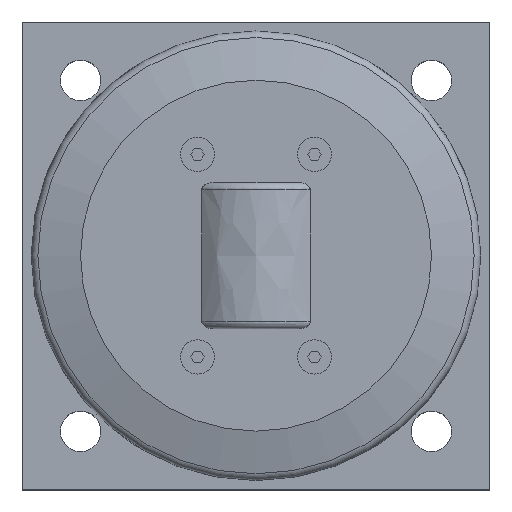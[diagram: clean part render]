
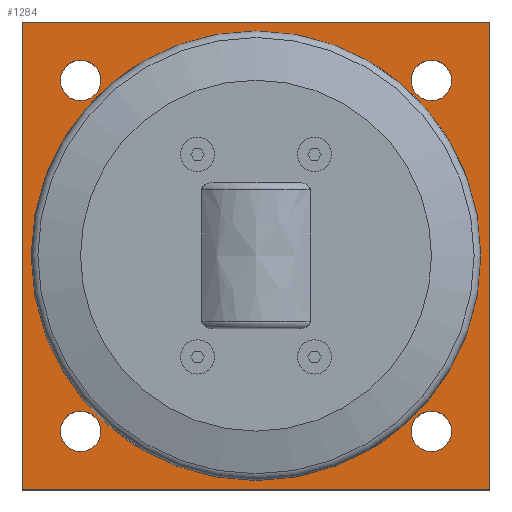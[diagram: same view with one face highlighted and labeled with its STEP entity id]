
A CAD part, top view. The second image highlights one B-rep face of the part: STEP entity #1284.
In plain terms, the highlighted planar face has unit normal (0, 0, 1).
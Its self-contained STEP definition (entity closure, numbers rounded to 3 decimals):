
#43=FACE_BOUND('',#267,.T.);
#44=FACE_BOUND('',#268,.T.);
#45=FACE_BOUND('',#269,.T.);
#46=FACE_BOUND('',#270,.T.);
#47=FACE_BOUND('',#271,.T.);
#79=CIRCLE('',#1398,6.918);
#80=CIRCLE('',#1399,6.918);
#82=CIRCLE('',#1402,6.918);
#83=CIRCLE('',#1403,6.918);
#85=CIRCLE('',#1406,6.918);
#86=CIRCLE('',#1407,6.918);
#88=CIRCLE('',#1410,6.918);
#89=CIRCLE('',#1411,6.918);
#91=CIRCLE('',#1415,51.);
#183=FACE_OUTER_BOUND('',#266,.T.);
#266=EDGE_LOOP('',(#1116,#1117,#1118,#1119));
#267=EDGE_LOOP('',(#1120,#1121));
#268=EDGE_LOOP('',(#1122,#1123));
#269=EDGE_LOOP('',(#1124,#1125));
#270=EDGE_LOOP('',(#1126,#1127));
#271=EDGE_LOOP('',(#1128));
#378=LINE('',#2140,#493);
#382=LINE('',#2148,#497);
#385=LINE('',#2154,#500);
#388=LINE('',#2159,#503);
#493=VECTOR('',#1698,10.);
#497=VECTOR('',#1704,10.);
#500=VECTOR('',#1709,10.);
#503=VECTOR('',#1714,10.);
#602=VERTEX_POINT('',#2138);
#603=VERTEX_POINT('',#2139);
#606=VERTEX_POINT('',#2147);
#608=VERTEX_POINT('',#2153);
#610=VERTEX_POINT('',#2162);
#611=VERTEX_POINT('',#2163);
#613=VERTEX_POINT('',#2170);
#614=VERTEX_POINT('',#2171);
#616=VERTEX_POINT('',#2178);
#617=VERTEX_POINT('',#2179);
#619=VERTEX_POINT('',#2186);
#620=VERTEX_POINT('',#2187);
#622=VERTEX_POINT('',#2195);
#767=EDGE_CURVE('',#602,#603,#378,.T.);
#771=EDGE_CURVE('',#606,#602,#382,.T.);
#774=EDGE_CURVE('',#608,#606,#385,.T.);
#777=EDGE_CURVE('',#603,#608,#388,.T.);
#779=EDGE_CURVE('',#610,#611,#79,.T.);
#780=EDGE_CURVE('',#611,#610,#80,.T.);
#783=EDGE_CURVE('',#613,#614,#82,.T.);
#784=EDGE_CURVE('',#614,#613,#83,.T.);
#787=EDGE_CURVE('',#616,#617,#85,.T.);
#788=EDGE_CURVE('',#617,#616,#86,.T.);
#791=EDGE_CURVE('',#619,#620,#88,.T.);
#792=EDGE_CURVE('',#620,#619,#89,.T.);
#795=EDGE_CURVE('',#622,#622,#91,.T.);
#1116=ORIENTED_EDGE('',*,*,#777,.F.);
#1117=ORIENTED_EDGE('',*,*,#767,.F.);
#1118=ORIENTED_EDGE('',*,*,#771,.F.);
#1119=ORIENTED_EDGE('',*,*,#774,.F.);
#1120=ORIENTED_EDGE('',*,*,#791,.T.);
#1121=ORIENTED_EDGE('',*,*,#792,.T.);
#1122=ORIENTED_EDGE('',*,*,#787,.T.);
#1123=ORIENTED_EDGE('',*,*,#788,.T.);
#1124=ORIENTED_EDGE('',*,*,#783,.T.);
#1125=ORIENTED_EDGE('',*,*,#784,.T.);
#1126=ORIENTED_EDGE('',*,*,#779,.T.);
#1127=ORIENTED_EDGE('',*,*,#780,.T.);
#1128=ORIENTED_EDGE('',*,*,#795,.T.);
#1221=PLANE('',#1414);
#1284=ADVANCED_FACE('',(#183,#43,#44,#45,#46,#47),#1221,.T.);
#1398=AXIS2_PLACEMENT_3D('',#2164,#1718,#1719);
#1399=AXIS2_PLACEMENT_3D('',#2165,#1720,#1721);
#1402=AXIS2_PLACEMENT_3D('',#2172,#1727,#1728);
#1403=AXIS2_PLACEMENT_3D('',#2173,#1729,#1730);
#1406=AXIS2_PLACEMENT_3D('',#2180,#1736,#1737);
#1407=AXIS2_PLACEMENT_3D('',#2181,#1738,#1739);
#1410=AXIS2_PLACEMENT_3D('',#2188,#1745,#1746);
#1411=AXIS2_PLACEMENT_3D('',#2189,#1747,#1748);
#1414=AXIS2_PLACEMENT_3D('',#2194,#1754,#1755);
#1415=AXIS2_PLACEMENT_3D('',#2196,#1756,#1757);
#1698=DIRECTION('',(-1.,0.,0.));
#1704=DIRECTION('',(0.,-1.,0.));
#1709=DIRECTION('',(1.,0.,0.));
#1714=DIRECTION('',(0.,1.,0.));
#1718=DIRECTION('center_axis',(0.,0.,-1.));
#1719=DIRECTION('ref_axis',(1.,0.,0.));
#1720=DIRECTION('center_axis',(0.,0.,-1.));
#1721=DIRECTION('ref_axis',(1.,0.,0.));
#1727=DIRECTION('center_axis',(0.,0.,-1.));
#1728=DIRECTION('ref_axis',(1.,0.,0.));
#1729=DIRECTION('center_axis',(0.,0.,-1.));
#1730=DIRECTION('ref_axis',(1.,0.,0.));
#1736=DIRECTION('center_axis',(0.,0.,-1.));
#1737=DIRECTION('ref_axis',(1.,0.,0.));
#1738=DIRECTION('center_axis',(0.,0.,-1.));
#1739=DIRECTION('ref_axis',(1.,0.,0.));
#1745=DIRECTION('center_axis',(0.,0.,-1.));
#1746=DIRECTION('ref_axis',(1.,0.,0.));
#1747=DIRECTION('center_axis',(0.,0.,-1.));
#1748=DIRECTION('ref_axis',(1.,0.,0.));
#1754=DIRECTION('center_axis',(0.,0.,1.));
#1755=DIRECTION('ref_axis',(1.,0.,0.));
#1756=DIRECTION('center_axis',(0.,0.,-1.));
#1757=DIRECTION('ref_axis',(0.,-1.,0.));
#2138=CARTESIAN_POINT('',(160.,0.,25.));
#2139=CARTESIAN_POINT('',(0.,0.,25.));
#2140=CARTESIAN_POINT('',(0.,0.,25.));
#2147=CARTESIAN_POINT('',(160.,160.,25.));
#2148=CARTESIAN_POINT('',(160.,0.,25.));
#2153=CARTESIAN_POINT('',(0.,160.,25.));
#2154=CARTESIAN_POINT('',(160.,160.,25.));
#2159=CARTESIAN_POINT('',(0.,160.,25.));
#2162=CARTESIAN_POINT('',(26.917,140.,25.));
#2163=CARTESIAN_POINT('',(13.082,140.,25.));
#2164=CARTESIAN_POINT('Origin',(20.,140.,25.));
#2165=CARTESIAN_POINT('Origin',(20.,140.,25.));
#2170=CARTESIAN_POINT('',(146.918,140.,25.));
#2171=CARTESIAN_POINT('',(133.083,140.,25.));
#2172=CARTESIAN_POINT('Origin',(140.,140.,25.));
#2173=CARTESIAN_POINT('Origin',(140.,140.,25.));
#2178=CARTESIAN_POINT('',(146.918,20.,25.));
#2179=CARTESIAN_POINT('',(133.083,20.,25.));
#2180=CARTESIAN_POINT('Origin',(140.,20.,25.));
#2181=CARTESIAN_POINT('Origin',(140.,20.,25.));
#2186=CARTESIAN_POINT('',(26.917,20.,25.));
#2187=CARTESIAN_POINT('',(13.082,20.,25.));
#2188=CARTESIAN_POINT('Origin',(20.,20.,25.));
#2189=CARTESIAN_POINT('Origin',(20.,20.,25.));
#2194=CARTESIAN_POINT('Origin',(80.,80.,25.));
#2195=CARTESIAN_POINT('',(80.,131.,25.));
#2196=CARTESIAN_POINT('Origin',(80.,80.,25.));
